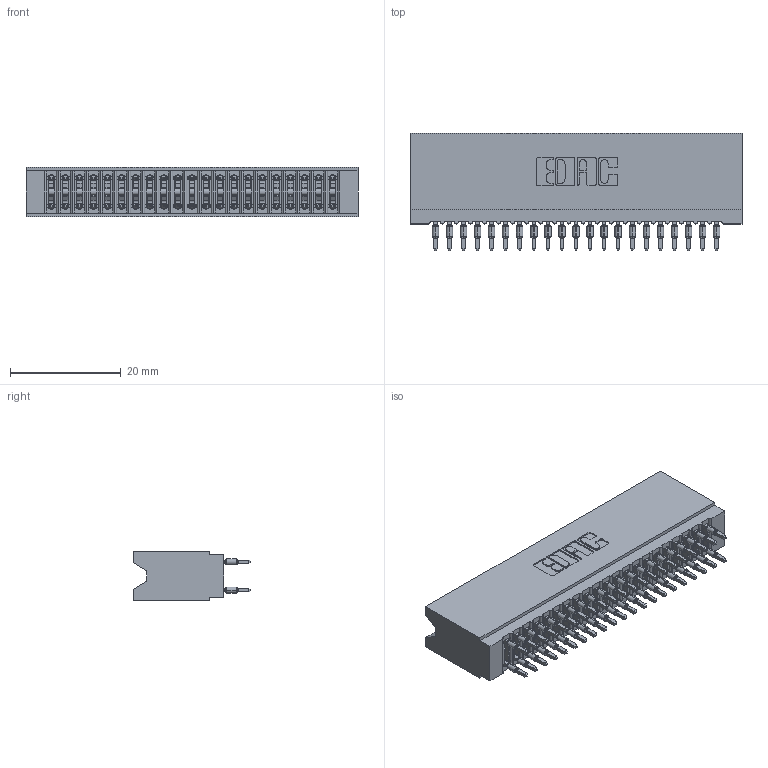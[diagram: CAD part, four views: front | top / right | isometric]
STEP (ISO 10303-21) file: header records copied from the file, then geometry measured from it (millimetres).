
FILE_DESCRIPTION (( 'STEP AP203' ), '1' );
FILE_NAME ('745-042-560-206.STEP', '2026-02-26T17:46:06', ( '' ), ( '' ), 'SwSTEP 2.0', 'SolidWorks 2023', '' );
FILE_SCHEMA (( 'CONFIG_CONTROL_DESIGN' ));
Length unit declared in the file: millimetre
Products named in the file (3): 745-292-001_560; 745-042-560-206; 745 Part_Insulator Option - 06
Assembly tree (43 placements, depth 2):
  745-042-560-206
    745 Part_Insulator Option - 06
    745-292-001_560  x42
Bounding box: 59.94 x 21.22 x 8.89 mm (x, y, z)
Volume: 5658.2 mm3; surface area: 11706.2 mm2
Topology: 43 solids, 43 shells, 4233 faces, 11579 edges, 7354 vertices
Faces by surface type: plane 2198, cylinder 943, bspline 840, torus 252
Entity records: 38564 total; most frequent: CARTESIAN_POINT 7200, ORIENTED_EDGE 6594, DIRECTION 5783, EDGE_CURVE 3297, LINE 2981, VECTOR 2981, VERTEX_POINT 2106, AXIS2_PLACEMENT_3D 1401
